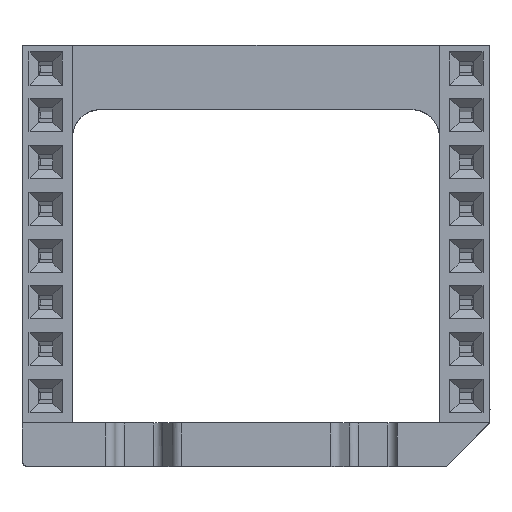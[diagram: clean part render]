
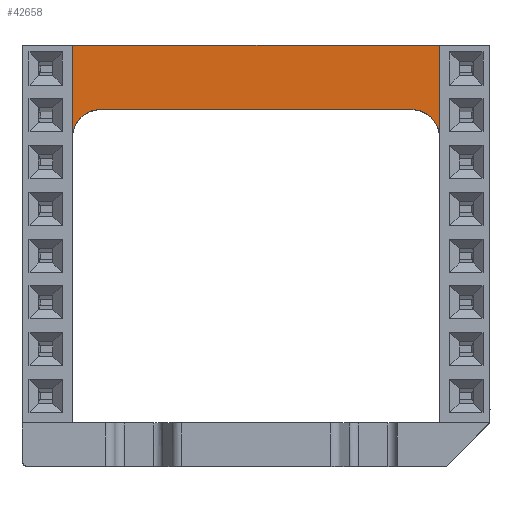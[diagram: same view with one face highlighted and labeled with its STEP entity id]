
A CAD part, top view. The second image highlights one B-rep face of the part: STEP entity #42658.
In plain terms, the highlighted planar face has unit normal (0, 0, 1).
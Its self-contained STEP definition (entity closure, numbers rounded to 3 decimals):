
#42658 = ADVANCED_FACE('',(#42659),#42717,.T.);
#42659 = FACE_BOUND('',#42660,.T.);
#42660 = EDGE_LOOP('',(#42661,#42670,#42684,#42691,#42705,#42712));
#42661 = ORIENTED_EDGE('',*,*,#42662,.T.);
#42662 = EDGE_CURVE('',#42663,#42665,#42667,.T.);
#42663 = VERTEX_POINT('',#42664);
#42664 = CARTESIAN_POINT('',(24.58,9.96,6.));
#42665 = VERTEX_POINT('',#42666);
#42666 = CARTESIAN_POINT('',(19.58,9.96,6.));
#42667 = B_SPLINE_CURVE_WITH_KNOTS('',1,(#42668,#42669),.UNSPECIFIED.,
  .F.,.F.,(2,2),(0.,1.),.PIECEWISE_BEZIER_KNOTS.);
#42668 = CARTESIAN_POINT('',(24.58,9.96,6.));
#42669 = CARTESIAN_POINT('',(19.58,9.96,6.));
#42670 = ORIENTED_EDGE('',*,*,#42671,.T.);
#42671 = EDGE_CURVE('',#42665,#42672,#42674,.T.);
#42672 = VERTEX_POINT('',#42673);
#42673 = CARTESIAN_POINT('',(21.08,8.46,6.));
#42674 = B_SPLINE_CURVE_WITH_KNOTS('',2,(#42675,#42676,#42677,#42678,
    #42679,#42680,#42681,#42682,#42683),.UNSPECIFIED.,.F.,.F.,(3,2,2,2,3
    ),(0.,0.25,0.5,0.75,1.),.PIECEWISE_BEZIER_KNOTS.);
#42675 = CARTESIAN_POINT('',(19.58,9.96,6.));
#42676 = CARTESIAN_POINT('',(19.877,9.96,6.));
#42677 = CARTESIAN_POINT('',(20.154,9.846,6.));
#42678 = CARTESIAN_POINT('',(20.428,9.733,6.));
#42679 = CARTESIAN_POINT('',(20.641,9.521,6.));
#42680 = CARTESIAN_POINT('',(20.85,9.311,6.));
#42681 = CARTESIAN_POINT('',(20.966,9.034,6.));
#42682 = CARTESIAN_POINT('',(21.08,8.759,6.));
#42683 = CARTESIAN_POINT('',(21.08,8.46,6.));
#42684 = ORIENTED_EDGE('',*,*,#42685,.T.);
#42685 = EDGE_CURVE('',#42672,#42686,#42688,.T.);
#42686 = VERTEX_POINT('',#42687);
#42687 = CARTESIAN_POINT('',(21.08,-8.46,6.));
#42688 = B_SPLINE_CURVE_WITH_KNOTS('',1,(#42689,#42690),.UNSPECIFIED.,
  .F.,.F.,(2,2),(0.,1.),.PIECEWISE_BEZIER_KNOTS.);
#42689 = CARTESIAN_POINT('',(21.08,8.46,6.));
#42690 = CARTESIAN_POINT('',(21.08,-8.46,6.));
#42691 = ORIENTED_EDGE('',*,*,#42692,.T.);
#42692 = EDGE_CURVE('',#42686,#42693,#42695,.T.);
#42693 = VERTEX_POINT('',#42694);
#42694 = CARTESIAN_POINT('',(19.58,-9.96,6.));
#42695 = B_SPLINE_CURVE_WITH_KNOTS('',2,(#42696,#42697,#42698,#42699,
    #42700,#42701,#42702,#42703,#42704),.UNSPECIFIED.,.F.,.F.,(3,2,2,2,3
    ),(0.,0.25,0.5,0.75,1.),.PIECEWISE_BEZIER_KNOTS.);
#42696 = CARTESIAN_POINT('',(21.08,-8.46,6.));
#42697 = CARTESIAN_POINT('',(21.08,-8.757,6.));
#42698 = CARTESIAN_POINT('',(20.966,-9.034,6.));
#42699 = CARTESIAN_POINT('',(20.853,-9.308,6.));
#42700 = CARTESIAN_POINT('',(20.641,-9.521,6.));
#42701 = CARTESIAN_POINT('',(20.431,-9.73,6.));
#42702 = CARTESIAN_POINT('',(20.154,-9.846,6.));
#42703 = CARTESIAN_POINT('',(19.879,-9.96,6.));
#42704 = CARTESIAN_POINT('',(19.58,-9.96,6.));
#42705 = ORIENTED_EDGE('',*,*,#42706,.T.);
#42706 = EDGE_CURVE('',#42693,#42707,#42709,.T.);
#42707 = VERTEX_POINT('',#42708);
#42708 = CARTESIAN_POINT('',(24.58,-9.96,6.));
#42709 = B_SPLINE_CURVE_WITH_KNOTS('',1,(#42710,#42711),.UNSPECIFIED.,
  .F.,.F.,(2,2),(0.,1.),.PIECEWISE_BEZIER_KNOTS.);
#42710 = CARTESIAN_POINT('',(19.58,-9.96,6.));
#42711 = CARTESIAN_POINT('',(24.58,-9.96,6.));
#42712 = ORIENTED_EDGE('',*,*,#42713,.T.);
#42713 = EDGE_CURVE('',#42707,#42663,#42714,.T.);
#42714 = B_SPLINE_CURVE_WITH_KNOTS('',1,(#42715,#42716),.UNSPECIFIED.,
  .F.,.F.,(2,2),(0.,1.),.PIECEWISE_BEZIER_KNOTS.);
#42715 = CARTESIAN_POINT('',(24.58,-9.96,6.));
#42716 = CARTESIAN_POINT('',(24.58,9.96,6.));
#42717 = PLANE('',#42718);
#42718 = AXIS2_PLACEMENT_3D('',#42719,#42720,#42721);
#42719 = CARTESIAN_POINT('',(19.48,-10.358,6.));
#42720 = DIRECTION('',(0.,0.,1.));
#42721 = DIRECTION('',(1.,0.,0.));
